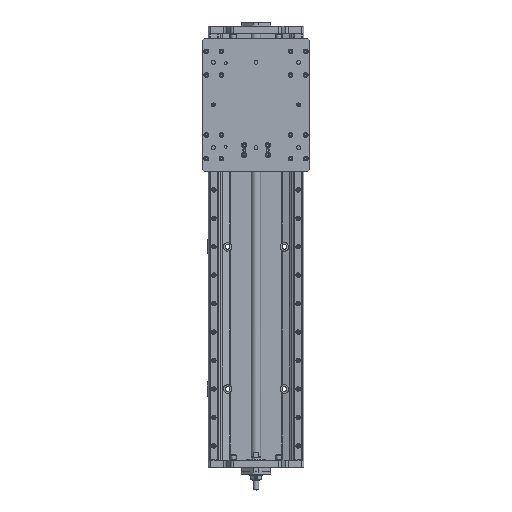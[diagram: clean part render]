
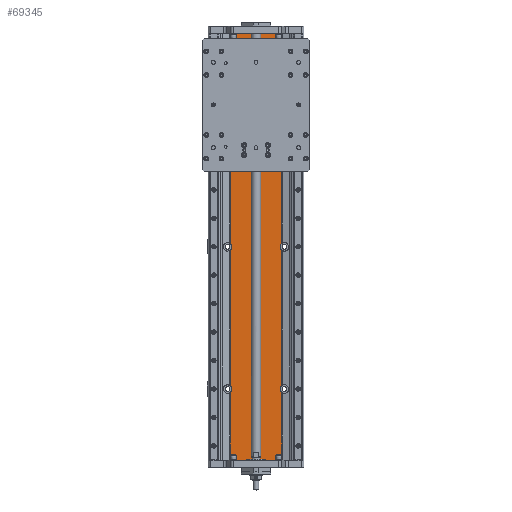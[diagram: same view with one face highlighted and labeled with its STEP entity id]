
A CAD part, top view. The second image highlights one B-rep face of the part: STEP entity #69345.
In plain terms, the highlighted planar face has unit normal (0, 0, 1).
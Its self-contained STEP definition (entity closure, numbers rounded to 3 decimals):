
#68792=CARTESIAN_POINT('',(57.819,557.26,27.4));
#68793=VERTEX_POINT('',#68792);
#68794=CARTESIAN_POINT('',(57.819,542.74,27.4));
#68795=VERTEX_POINT('',#68794);
#68796=CARTESIAN_POINT('',(52.5,550.0,27.4));
#68797=DIRECTION('',(0.0,0.0,-1.0));
#68798=DIRECTION('',(1.0,0.0,0.0));
#68799=AXIS2_PLACEMENT_3D('',#68796,#68797,#68798);
#68800=CIRCLE('',#68799,9.0);
#68801=EDGE_CURVE('',#68793,#68795,#68800,.T.);
#68907=CARTESIAN_POINT('',(167.181,557.26,27.4));
#68908=VERTEX_POINT('',#68907);
#68918=CARTESIAN_POINT('',(167.181,542.74,27.4));
#68919=VERTEX_POINT('',#68918);
#68920=CARTESIAN_POINT('',(172.5,550.0,27.4));
#68921=DIRECTION('',(0.0,0.0,-1.0));
#68922=DIRECTION('',(1.0,0.0,0.0));
#68923=AXIS2_PLACEMENT_3D('',#68920,#68921,#68922);
#68924=CIRCLE('',#68923,9.0);
#68925=EDGE_CURVE('',#68919,#68908,#68924,.T.);
#68975=CARTESIAN_POINT('',(57.819,257.26,27.4));
#68976=VERTEX_POINT('',#68975);
#68984=CARTESIAN_POINT('',(57.819,257.26,27.4));
#68985=DIRECTION('',(0.0,1.0,0.0));
#68986=VECTOR('',#68985,285.48);
#68987=LINE('',#68984,#68986);
#68988=EDGE_CURVE('',#68976,#68795,#68987,.T.);
#68999=CARTESIAN_POINT('',(57.819,842.74,27.4));
#69000=VERTEX_POINT('',#68999);
#69001=CARTESIAN_POINT('',(57.819,557.26,27.4));
#69002=DIRECTION('',(0.0,1.0,0.0));
#69003=VECTOR('',#69002,285.48);
#69004=LINE('',#69001,#69003);
#69005=EDGE_CURVE('',#68793,#69000,#69004,.T.);
#69039=CARTESIAN_POINT('',(167.181,842.74,27.4));
#69040=VERTEX_POINT('',#69039);
#69048=CARTESIAN_POINT('',(167.181,842.74,27.4));
#69049=DIRECTION('',(0.0,-1.0,0.0));
#69050=VECTOR('',#69049,285.48);
#69051=LINE('',#69048,#69050);
#69052=EDGE_CURVE('',#69040,#68908,#69051,.T.);
#69063=CARTESIAN_POINT('',(167.181,257.26,27.4));
#69064=VERTEX_POINT('',#69063);
#69065=CARTESIAN_POINT('',(167.181,542.74,27.4));
#69066=DIRECTION('',(0.0,-1.0,0.0));
#69067=VECTOR('',#69066,285.48);
#69068=LINE('',#69065,#69067);
#69069=EDGE_CURVE('',#68919,#69064,#69068,.T.);
#69122=CARTESIAN_POINT('',(167.181,857.26,27.4));
#69123=VERTEX_POINT('',#69122);
#69133=CARTESIAN_POINT('',(172.5,850.0,27.4));
#69134=DIRECTION('',(0.0,0.0,-1.0));
#69135=DIRECTION('',(1.0,0.0,0.0));
#69136=AXIS2_PLACEMENT_3D('',#69133,#69134,#69135);
#69137=CIRCLE('',#69136,9.0);
#69138=EDGE_CURVE('',#69040,#69123,#69137,.T.);
#69209=CARTESIAN_POINT('',(57.819,857.26,27.4));
#69210=VERTEX_POINT('',#69209);
#69211=CARTESIAN_POINT('',(52.5,850.0,27.4));
#69212=DIRECTION('',(0.0,0.0,-1.0));
#69213=DIRECTION('',(1.0,0.0,0.0));
#69214=AXIS2_PLACEMENT_3D('',#69211,#69212,#69213);
#69215=CIRCLE('',#69214,9.0);
#69216=EDGE_CURVE('',#69210,#69000,#69215,.T.);
#69257=CARTESIAN_POINT('',(167.181,1000.0,27.4));
#69258=VERTEX_POINT('',#69257);
#69266=CARTESIAN_POINT('',(167.181,1000.0,27.4));
#69267=DIRECTION('',(0.0,-1.0,0.0));
#69268=VECTOR('',#69267,142.74);
#69269=LINE('',#69266,#69268);
#69270=EDGE_CURVE('',#69258,#69123,#69269,.T.);
#69275=CARTESIAN_POINT('',(187.55,1002.5,27.4));
#69276=DIRECTION('',(0.0,0.0,-1.0));
#69277=DIRECTION('',(0.0,1.0,0.0));
#69278=AXIS2_PLACEMENT_3D('',#69275,#69276,#69277);
#69279=PLANE('',#69278);
#69280=ORIENTED_EDGE('',*,*,#68801,.T.);
#69281=ORIENTED_EDGE('',*,*,#68988,.F.);
#69282=CARTESIAN_POINT('',(57.819,242.74,27.4));
#69283=VERTEX_POINT('',#69282);
#69284=CARTESIAN_POINT('',(52.5,250.0,27.4));
#69285=DIRECTION('',(0.0,0.0,-1.0));
#69286=DIRECTION('',(1.0,0.0,0.0));
#69287=AXIS2_PLACEMENT_3D('',#69284,#69285,#69286);
#69288=CIRCLE('',#69287,9.0);
#69289=EDGE_CURVE('',#68976,#69283,#69288,.T.);
#69290=ORIENTED_EDGE('',*,*,#69289,.T.);
#69291=CARTESIAN_POINT('',(57.819,100.0,27.4));
#69292=VERTEX_POINT('',#69291);
#69293=CARTESIAN_POINT('',(57.819,100.0,27.4));
#69294=DIRECTION('',(0.0,1.0,0.0));
#69295=VECTOR('',#69294,142.74);
#69296=LINE('',#69293,#69295);
#69297=EDGE_CURVE('',#69292,#69283,#69296,.T.);
#69298=ORIENTED_EDGE('',*,*,#69297,.F.);
#69299=CARTESIAN_POINT('',(167.181,100.0,27.4));
#69300=VERTEX_POINT('',#69299);
#69301=CARTESIAN_POINT('',(57.819,100.0,27.4));
#69302=DIRECTION('',(1.0,0.0,0.0));
#69303=VECTOR('',#69302,109.361);
#69304=LINE('',#69301,#69303);
#69305=EDGE_CURVE('',#69292,#69300,#69304,.T.);
#69306=ORIENTED_EDGE('',*,*,#69305,.T.);
#69307=CARTESIAN_POINT('',(167.181,242.74,27.4));
#69308=VERTEX_POINT('',#69307);
#69309=CARTESIAN_POINT('',(167.181,242.74,27.4));
#69310=DIRECTION('',(0.0,-1.0,0.0));
#69311=VECTOR('',#69310,142.74);
#69312=LINE('',#69309,#69311);
#69313=EDGE_CURVE('',#69308,#69300,#69312,.T.);
#69314=ORIENTED_EDGE('',*,*,#69313,.F.);
#69315=CARTESIAN_POINT('',(172.5,250.0,27.4));
#69316=DIRECTION('',(0.0,0.0,-1.0));
#69317=DIRECTION('',(1.0,0.0,0.0));
#69318=AXIS2_PLACEMENT_3D('',#69315,#69316,#69317);
#69319=CIRCLE('',#69318,9.0);
#69320=EDGE_CURVE('',#69308,#69064,#69319,.T.);
#69321=ORIENTED_EDGE('',*,*,#69320,.T.);
#69322=ORIENTED_EDGE('',*,*,#69069,.F.);
#69323=ORIENTED_EDGE('',*,*,#68925,.T.);
#69324=ORIENTED_EDGE('',*,*,#69052,.F.);
#69325=ORIENTED_EDGE('',*,*,#69138,.T.);
#69326=ORIENTED_EDGE('',*,*,#69270,.F.);
#69327=CARTESIAN_POINT('',(57.819,1000.0,27.4));
#69328=VERTEX_POINT('',#69327);
#69329=CARTESIAN_POINT('',(167.181,1000.0,27.4));
#69330=DIRECTION('',(-1.0,0.0,0.0));
#69331=VECTOR('',#69330,109.361);
#69332=LINE('',#69329,#69331);
#69333=EDGE_CURVE('',#69258,#69328,#69332,.T.);
#69334=ORIENTED_EDGE('',*,*,#69333,.T.);
#69335=CARTESIAN_POINT('',(57.819,857.26,27.4));
#69336=DIRECTION('',(0.0,1.0,0.0));
#69337=VECTOR('',#69336,142.74);
#69338=LINE('',#69335,#69337);
#69339=EDGE_CURVE('',#69210,#69328,#69338,.T.);
#69340=ORIENTED_EDGE('',*,*,#69339,.F.);
#69341=ORIENTED_EDGE('',*,*,#69216,.T.);
#69342=ORIENTED_EDGE('',*,*,#69005,.F.);
#69343=EDGE_LOOP('',(#69280,#69281,#69290,#69298,#69306,#69314,#69321,#69322,#69323,#69324,#69325,#69326,#69334,#69340,#69341,#69342));
#69344=FACE_OUTER_BOUND('',#69343,.T.);
#69345=ADVANCED_FACE('',(#69344),#69279,.F.);
